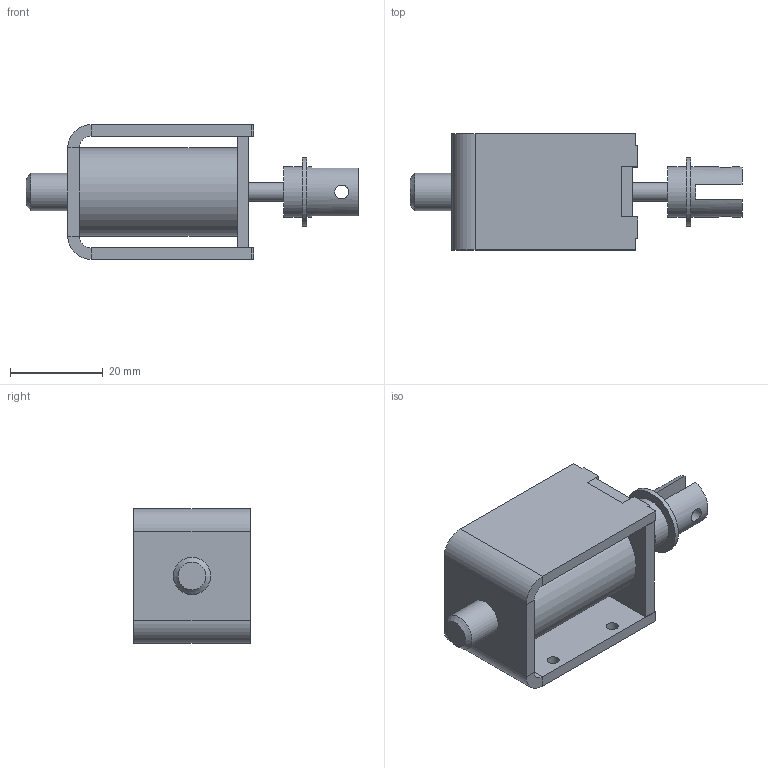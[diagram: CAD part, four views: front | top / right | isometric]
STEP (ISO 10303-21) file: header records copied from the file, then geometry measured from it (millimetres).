
FILE_DESCRIPTION(/* description */ (''),/* implementation_level */ '2;1');
FILE_NAME(/* name */ 'solenoid.step',/* time_stamp */ '2023-11-23T23:40:03+11:00',/* author */ (''),/* organization */ (''),/* preprocessor_version */ 'ST-DEVELOPER v20',/* originating_system */ 'Autodesk Translation Framework v12.14.0.127',/* authorisation */ '');
FILE_SCHEMA (('AUTOMOTIVE_DESIGN { 1 0 10303 214 3 1 1 }'));
Length unit declared in the file: millimetre
Products named in the file (4): solenoid; ubracket; coil; slug
Assembly tree (3 placements, depth 2):
  solenoid
    ubracket
    coil
    slug
Bounding box: 71.5 x 25 x 29 mm (x, y, z)
Volume: 18756.7 mm3; surface area: 12030 mm2
Topology: 4 solids, 4 shells, 80 faces, 190 edges, 121 vertices
Faces by surface type: plane 60, cylinder 19, cone 1
Full cylindrical faces by diameter (mm): 2.529 x4, 3 x2, 4 x1, 4.2 x2, 8 x1, 10.8 x2, 11 x1, 14.8 x1, 19 x1
Entity records: 2514 total; most frequent: CARTESIAN_POINT 468, DIRECTION 401, ORIENTED_EDGE 380, EDGE_CURVE 190, LINE 145, VECTOR 145, AXIS2_PLACEMENT_3D 128, VERTEX_POINT 121
